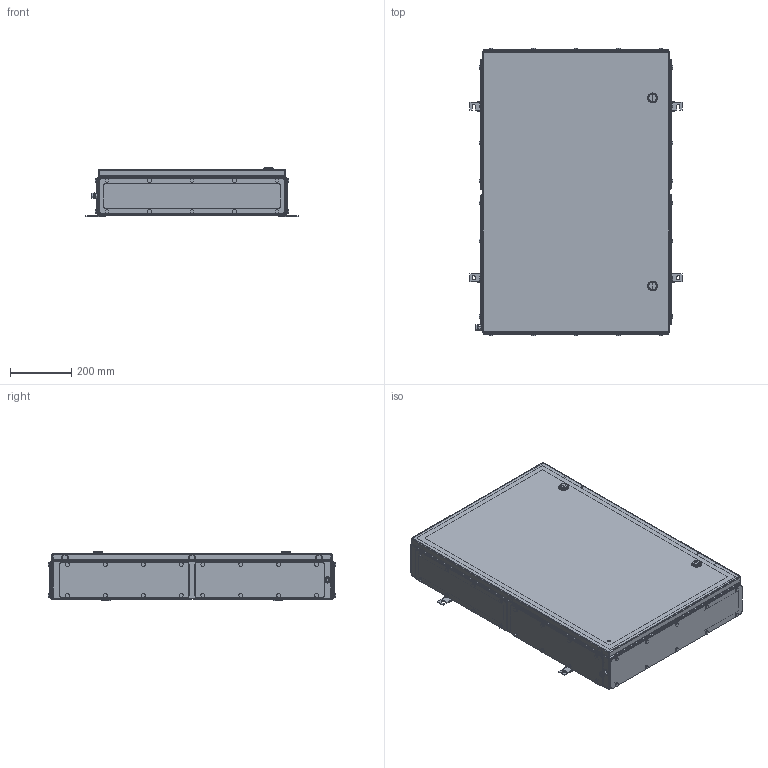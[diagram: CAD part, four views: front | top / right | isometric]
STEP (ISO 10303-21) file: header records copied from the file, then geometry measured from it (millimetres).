
FILE_DESCRIPTION(('CATIA V5 STEP Exchange','CAx-IF Rec.Pracs.--- Model Styling and Organization---1.4--- 2014-01-23'),'2;1');
FILE_NAME ('008865-6_3_1200930000_1200930000.stp','2019-09-23T10:43:20+00:00',('none'),('Weidmueller'),'CATIA Version 5-6 Release 2016 SP3 HF44','CATIA V5 STEP AP214','none');
FILE_SCHEMA(('AUTOMOTIVE_DESIGN { 1 0 10303 214 1 1 1 1 }'));
Products named in the file (1): ZUB_KTB_QL_916115_4GP
Bounding box: 691 x 936 x 159.8 mm (x, y, z)
Volume: 3890719.6 mm3; surface area: 4176387.2 mm2
Topology: 172 solids, 174 shells, 3308 faces, 7538 edges, 4753 vertices
Faces by surface type: cylinder 1538, plane 1394, cone 322, sphere 24, torus 22, bspline 8
Entity records: 87928 total; most frequent: CARTESIAN_POINT 17940, ORIENTED_EDGE 14776, DIRECTION 11791, EDGE_CURVE 7388, AXIS2_PLACEMENT_3D 5319, VERTEX_POINT 4753, VECTOR 4072, LINE 4072
